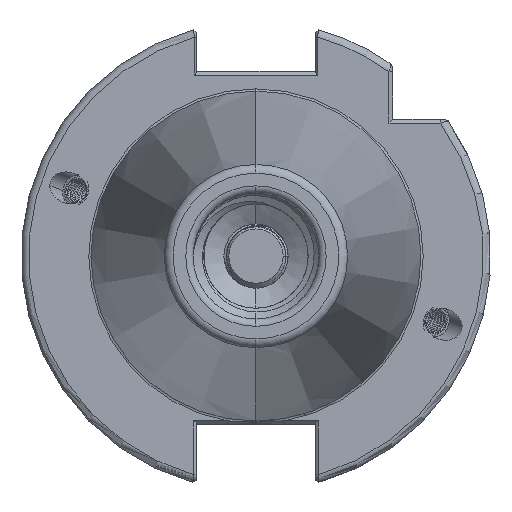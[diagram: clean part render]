
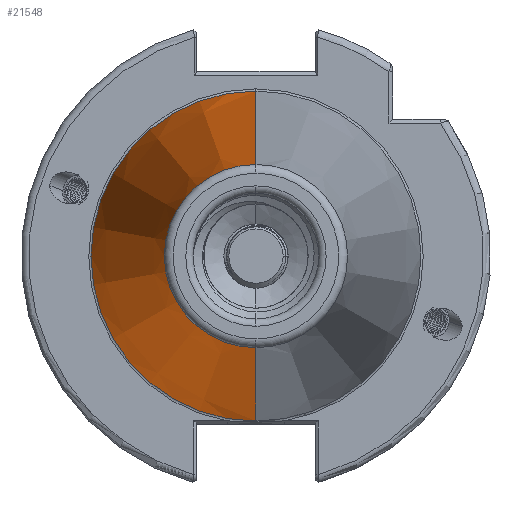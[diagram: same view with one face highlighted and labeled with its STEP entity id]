
A CAD part, left-side view. The second image highlights one B-rep face of the part: STEP entity #21548.
In plain terms, the highlighted conical face has half-angle 8.297 degrees and reference radius 22.692 mm.
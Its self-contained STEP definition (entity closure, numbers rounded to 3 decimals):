
#643 = ORIENTED_EDGE ( 'NONE', *, *, #22841, .F. ) ;
#731 = ORIENTED_EDGE ( 'NONE', *, *, #18029, .T. ) ;
#1293 = EDGE_LOOP ( 'NONE', ( #731, #17573, #17580, #643 ) ) ;
#3461 = CARTESIAN_POINT ( 'NONE',  ( 0., 0., -22.692 ) ) ;
#3490 = DIRECTION ( 'NONE',  ( 0.99, 0., -0.144 ) ) ;
#4889 = CIRCLE ( 'NONE', #5461, 22.327 ) ;
#4917 = LINE ( 'NONE', #6454, #4927 ) ;
#4927 = VECTOR ( 'NONE', #6468, 1000. ) ;
#5000 = CIRCLE ( 'NONE', #5486, 12.4 ) ;
#5461 = AXIS2_PLACEMENT_3D ( 'NONE', #6494, #6456, #6490 ) ;
#5486 = AXIS2_PLACEMENT_3D ( 'NONE', #13400, #13395, #13383 ) ;
#5577 = AXIS2_PLACEMENT_3D ( 'NONE', #22301, #22264, #22307 ) ;
#6454 = CARTESIAN_POINT ( 'NONE',  ( 0., 0., 22.692 ) ) ;
#6456 = DIRECTION ( 'NONE',  ( 1., 0., 0. ) ) ;
#6468 = DIRECTION ( 'NONE',  ( 0.99, 0., 0.144 ) ) ;
#6490 = DIRECTION ( 'NONE',  ( 0., 0., -1. ) ) ;
#6494 = CARTESIAN_POINT ( 'NONE',  ( -2.5, 0., 0. ) ) ;
#7880 = VERTEX_POINT ( 'NONE', #19792 ) ;
#7900 = VERTEX_POINT ( 'NONE', #19845 ) ;
#7908 = VERTEX_POINT ( 'NONE', #19869 ) ;
#8178 = FACE_OUTER_BOUND ( 'NONE', #1293, .T. ) ;
#8181 = CONICAL_SURFACE ( 'NONE', #5577, 22.692, 0.145 ) ;
#8453 = LINE ( 'NONE', #3461, #8481 ) ;
#8481 = VECTOR ( 'NONE', #3490, 1000. ) ;
#13383 = DIRECTION ( 'NONE',  ( 0., 0., 1. ) ) ;
#13395 = DIRECTION ( 'NONE',  ( 1., 0., 0. ) ) ;
#13400 = CARTESIAN_POINT ( 'NONE',  ( -70.573, 0., 0. ) ) ;
#17573 = ORIENTED_EDGE ( 'NONE', *, *, #17931, .T. ) ;
#17580 = ORIENTED_EDGE ( 'NONE', *, *, #17926, .F. ) ;
#17926 = EDGE_CURVE ( 'NONE', #7880, #18712, #4889, .T. ) ;
#17931 = EDGE_CURVE ( 'NONE', #7908, #18712, #4917, .T. ) ;
#18029 = EDGE_CURVE ( 'NONE', #7900, #7908, #5000, .T. ) ;
#18712 = VERTEX_POINT ( 'NONE', #22243 ) ;
#19792 = CARTESIAN_POINT ( 'NONE',  ( -2.5, 0., -22.327 ) ) ;
#19845 = CARTESIAN_POINT ( 'NONE',  ( -70.573, 0., -12.4 ) ) ;
#19869 = CARTESIAN_POINT ( 'NONE',  ( -70.573, 0., 12.4 ) ) ;
#21548 = ADVANCED_FACE ( 'NONE', ( #8178 ), #8181, .T. ) ;
#22243 = CARTESIAN_POINT ( 'NONE',  ( -2.5, 0., 22.327 ) ) ;
#22264 = DIRECTION ( 'NONE',  ( 1., 0., 0. ) ) ;
#22301 = CARTESIAN_POINT ( 'NONE',  ( 0., 0., 0. ) ) ;
#22307 = DIRECTION ( 'NONE',  ( 0., 0., -1. ) ) ;
#22841 = EDGE_CURVE ( 'NONE', #7900, #7880, #8453, .T. ) ;
